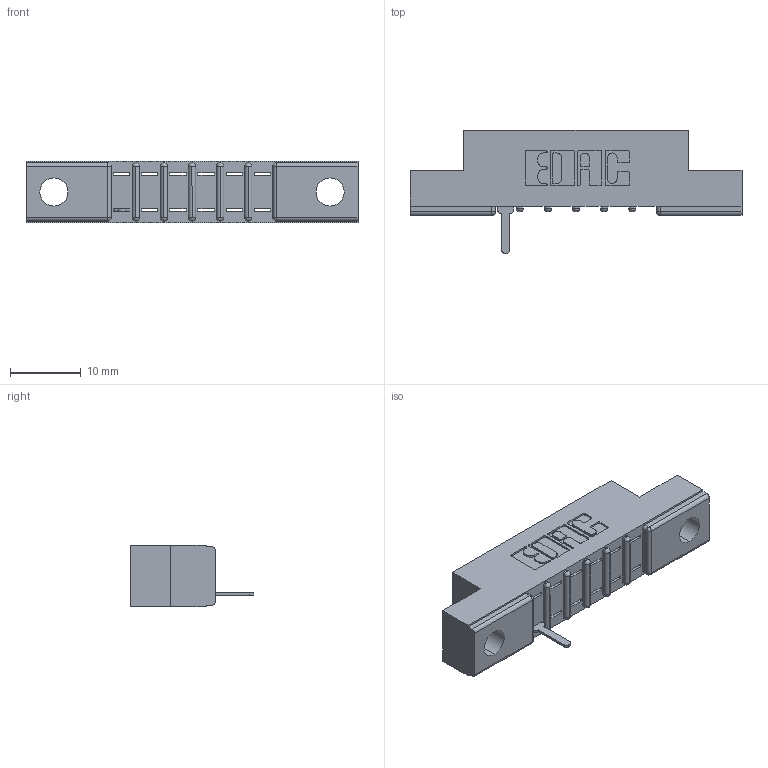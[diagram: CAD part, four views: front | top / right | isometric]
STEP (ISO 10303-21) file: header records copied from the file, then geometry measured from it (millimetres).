
FILE_DESCRIPTION (( 'STEP AP203' ), '1' );
FILE_NAME ('357-006-525-104.STEP', '2018-08-06T22:37:44', ( '' ), ( '' ), 'SwSTEP 2.0', 'SolidWorks 2016', '' );
FILE_SCHEMA (( 'CONFIG_CONTROL_DESIGN' ));
Length unit declared in the file: inch
Products named in the file (3): 307-290-001_525; 307 Part_.156 Dia Mounting Holes; 357-006-525-104
Assembly tree (2 placements, depth 2):
  357-006-525-104
    307 Part_.156 Dia Mounting Holes
    307-290-001_525
Bounding box: 46.79 x 17.42 x 8.71 mm (x, y, z)
Volume: 2814.6 mm3; surface area: 3187.3 mm2
Topology: 2 solids, 2 shells, 295 faces, 841 edges, 538 vertices
Faces by surface type: plane 181, cylinder 100, sphere 14
Entity records: 9808 total; most frequent: CARTESIAN_POINT 1665, ORIENTED_EDGE 1654, DIRECTION 1627, EDGE_CURVE 827, LINE 627, VECTOR 627, VERTEX_POINT 538, AXIS2_PLACEMENT_3D 500
